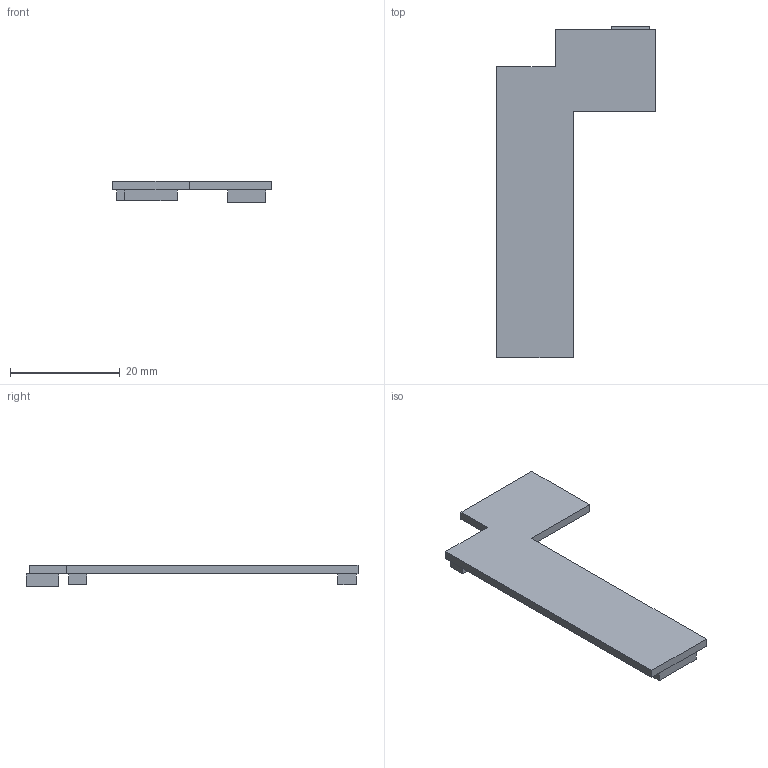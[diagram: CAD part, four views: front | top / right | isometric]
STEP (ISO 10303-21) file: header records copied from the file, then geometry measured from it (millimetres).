
FILE_DESCRIPTION(('STEP AP214'),'1');
FILE_NAME('PowerModule_3.step','2019-07-05T16:00:49',(' '),(' '),'Spatial InterOp 3D','XD3DPlugin XRACreate',' ');
FILE_SCHEMA(('automotive_design'));
Length unit declared in the file: millimetre
Products named in the file (9): DesignRootModel; uid__9223372036855122575; Submodel-noModelForPart_MICRO_USB_3242672389; placementOutline; Submodel-MICRO_USB_3242672389_part_10118194-0001LF; Submodel-noModelForPart_IDC_5X2_2.0_SMD_DS_3696960468; Submodel-IDC_5X2_2.0_SMD_DS_3696960468_part_IDC_5X2_2.0_SMD_DS; ProductRootModel
Assembly tree (9 placements, depth 5):
  ProductRootModel
    DesignRootModel
      uid__9223372036855122575
      Submodel-MICRO_USB_3242672389_part_10118194-0001LF
        Submodel-noModelForPart_MICRO_USB_3242672389
          placementOutline
      Submodel-IDC_5X2_2.0_SMD_DS_3696960468_part_IDC_5X2_2.0_SMD_DS  x2
        Submodel-noModelForPart_IDC_5X2_2.0_SMD_DS_3696960468
          placementOutline
Bounding box: 28.96 x 60.5 x 3.92 mm (x, y, z)
Volume: 1775.5 mm3; surface area: 2629.7 mm2
Topology: 4 solids, 4 shells, 28 faces, 60 edges, 40 vertices
Faces by surface type: plane 28
Entity records: 1030 total; most frequent: DIRECTION 122, CARTESIAN_POINT 117, ORIENTED_EDGE 96, EDGE_CURVE 48, LINE 48, VECTOR 48, AXIS2_PLACEMENT_3D 37, VERTEX_POINT 32
